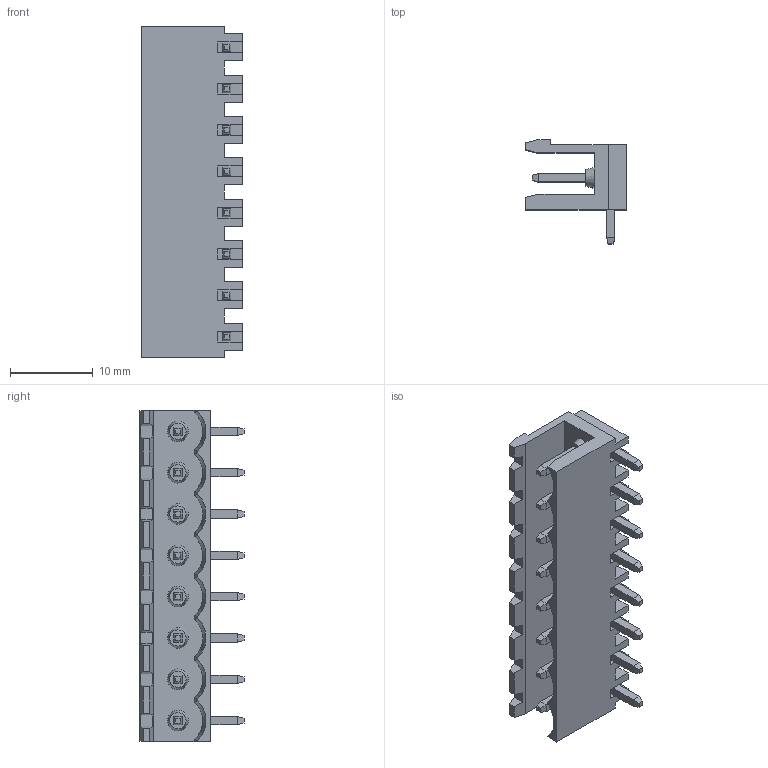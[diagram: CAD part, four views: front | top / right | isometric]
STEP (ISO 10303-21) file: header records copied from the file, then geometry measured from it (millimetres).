
FILE_DESCRIPTION(('STEP AP214'),'1');
FILE_NAME('PV08-5-H.stp','2021-03-31T15:58:26',(' '),(' '),'Spatial InterOp 3D',' ',' ');
FILE_SCHEMA(('automotive_design'));
Length unit declared in the file: metre
Products named in the file (1): 1
Bounding box: 12.2 x 12.6 x 40 mm (x, y, z)
Volume: 1742.2 mm3; surface area: 3380.7 mm2
Topology: 1 solids, 1 shells, 439 faces, 1102 edges, 700 vertices
Faces by surface type: plane 402, cylinder 20, cone 16, extrusion 1
Entity records: 16212 total; most frequent: CARTESIAN_POINT 2284, ORIENTED_EDGE 2172, DIRECTION 2011, EDGE_CURVE 1086, VECTOR 1005, LINE 1004, VERTEX_POINT 692, AXIS2_PLACEMENT_3D 503
